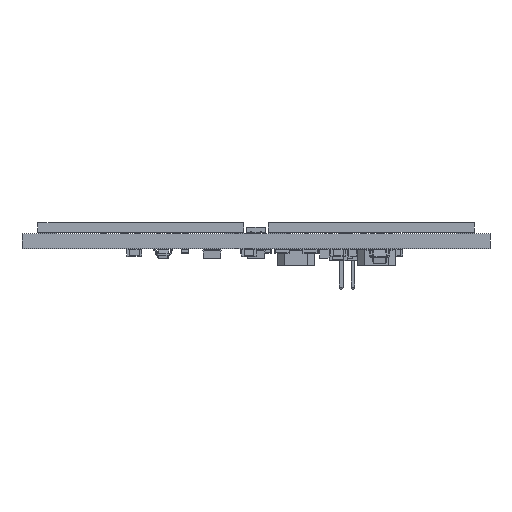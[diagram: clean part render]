
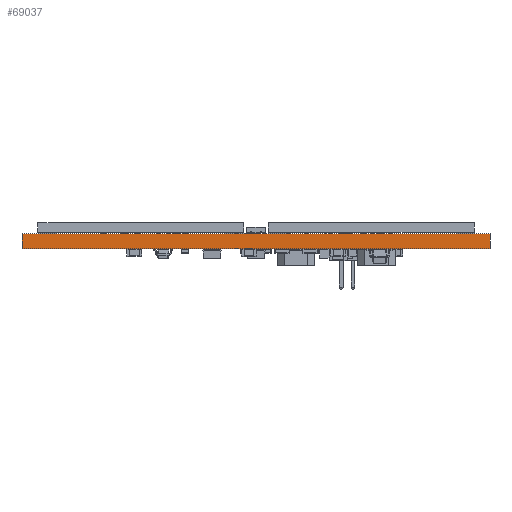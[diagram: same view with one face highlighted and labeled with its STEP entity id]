
A CAD part, front view. The second image highlights one B-rep face of the part: STEP entity #69037.
In plain terms, the highlighted planar face has unit normal (0, -1, 0).
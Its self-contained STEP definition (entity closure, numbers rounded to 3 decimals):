
#69037 = ADVANCED_FACE('',(#69038),#69052,.T.);
#69038 = FACE_BOUND('',#69039,.T.);
#69039 = EDGE_LOOP('',(#69040,#69075,#69103,#69131));
#69040 = ORIENTED_EDGE('',*,*,#69041,.T.);
#69041 = EDGE_CURVE('',#69042,#69044,#69046,.T.);
#69042 = VERTEX_POINT('',#69043);
#69043 = CARTESIAN_POINT('',(129.6,-85.2,0.));
#69044 = VERTEX_POINT('',#69045);
#69045 = CARTESIAN_POINT('',(129.6,-85.2,1.6));
#69046 = SURFACE_CURVE('',#69047,(#69051,#69063),.PCURVE_S1.);
#69047 = LINE('',#69048,#69049);
#69048 = CARTESIAN_POINT('',(129.6,-85.2,0.));
#69049 = VECTOR('',#69050,1.);
#69050 = DIRECTION('',(0.,0.,1.));
#69051 = PCURVE('',#69052,#69057);
#69052 = PLANE('',#69053);
#69053 = AXIS2_PLACEMENT_3D('',#69054,#69055,#69056);
#69054 = CARTESIAN_POINT('',(129.6,-85.2,0.));
#69055 = DIRECTION('',(0.,-1.,0.));
#69056 = DIRECTION('',(-1.,0.,0.));
#69057 = DEFINITIONAL_REPRESENTATION('',(#69058),#69062);
#69058 = LINE('',#69059,#69060);
#69059 = CARTESIAN_POINT('',(0.,-0.));
#69060 = VECTOR('',#69061,1.);
#69061 = DIRECTION('',(0.,-1.));
#69062 = ( GEOMETRIC_REPRESENTATION_CONTEXT(2) 
PARAMETRIC_REPRESENTATION_CONTEXT() REPRESENTATION_CONTEXT('2D SPACE',''
  ) );
#69063 = PCURVE('',#69064,#69069);
#69064 = PLANE('',#69065);
#69065 = AXIS2_PLACEMENT_3D('',#69066,#69067,#69068);
#69066 = CARTESIAN_POINT('',(129.6,-35.2,0.));
#69067 = DIRECTION('',(1.,0.,-0.));
#69068 = DIRECTION('',(0.,-1.,0.));
#69069 = DEFINITIONAL_REPRESENTATION('',(#69070),#69074);
#69070 = LINE('',#69071,#69072);
#69071 = CARTESIAN_POINT('',(50.,0.));
#69072 = VECTOR('',#69073,1.);
#69073 = DIRECTION('',(0.,-1.));
#69074 = ( GEOMETRIC_REPRESENTATION_CONTEXT(2) 
PARAMETRIC_REPRESENTATION_CONTEXT() REPRESENTATION_CONTEXT('2D SPACE',''
  ) );
#69075 = ORIENTED_EDGE('',*,*,#69076,.T.);
#69076 = EDGE_CURVE('',#69044,#69077,#69079,.T.);
#69077 = VERTEX_POINT('',#69078);
#69078 = CARTESIAN_POINT('',(79.6,-85.2,1.6));
#69079 = SURFACE_CURVE('',#69080,(#69084,#69091),.PCURVE_S1.);
#69080 = LINE('',#69081,#69082);
#69081 = CARTESIAN_POINT('',(129.6,-85.2,1.6));
#69082 = VECTOR('',#69083,1.);
#69083 = DIRECTION('',(-1.,0.,0.));
#69084 = PCURVE('',#69052,#69085);
#69085 = DEFINITIONAL_REPRESENTATION('',(#69086),#69090);
#69086 = LINE('',#69087,#69088);
#69087 = CARTESIAN_POINT('',(0.,-1.6));
#69088 = VECTOR('',#69089,1.);
#69089 = DIRECTION('',(1.,0.));
#69090 = ( GEOMETRIC_REPRESENTATION_CONTEXT(2) 
PARAMETRIC_REPRESENTATION_CONTEXT() REPRESENTATION_CONTEXT('2D SPACE',''
  ) );
#69091 = PCURVE('',#69092,#69097);
#69092 = PLANE('',#69093);
#69093 = AXIS2_PLACEMENT_3D('',#69094,#69095,#69096);
#69094 = CARTESIAN_POINT('',(104.6,-60.2,1.6));
#69095 = DIRECTION('',(-0.,-0.,-1.));
#69096 = DIRECTION('',(-1.,0.,0.));
#69097 = DEFINITIONAL_REPRESENTATION('',(#69098),#69102);
#69098 = LINE('',#69099,#69100);
#69099 = CARTESIAN_POINT('',(-25.,-25.));
#69100 = VECTOR('',#69101,1.);
#69101 = DIRECTION('',(1.,0.));
#69102 = ( GEOMETRIC_REPRESENTATION_CONTEXT(2) 
PARAMETRIC_REPRESENTATION_CONTEXT() REPRESENTATION_CONTEXT('2D SPACE',''
  ) );
#69103 = ORIENTED_EDGE('',*,*,#69104,.F.);
#69104 = EDGE_CURVE('',#69105,#69077,#69107,.T.);
#69105 = VERTEX_POINT('',#69106);
#69106 = CARTESIAN_POINT('',(79.6,-85.2,0.));
#69107 = SURFACE_CURVE('',#69108,(#69112,#69119),.PCURVE_S1.);
#69108 = LINE('',#69109,#69110);
#69109 = CARTESIAN_POINT('',(79.6,-85.2,0.));
#69110 = VECTOR('',#69111,1.);
#69111 = DIRECTION('',(0.,0.,1.));
#69112 = PCURVE('',#69052,#69113);
#69113 = DEFINITIONAL_REPRESENTATION('',(#69114),#69118);
#69114 = LINE('',#69115,#69116);
#69115 = CARTESIAN_POINT('',(50.,0.));
#69116 = VECTOR('',#69117,1.);
#69117 = DIRECTION('',(0.,-1.));
#69118 = ( GEOMETRIC_REPRESENTATION_CONTEXT(2) 
PARAMETRIC_REPRESENTATION_CONTEXT() REPRESENTATION_CONTEXT('2D SPACE',''
  ) );
#69119 = PCURVE('',#69120,#69125);
#69120 = PLANE('',#69121);
#69121 = AXIS2_PLACEMENT_3D('',#69122,#69123,#69124);
#69122 = CARTESIAN_POINT('',(79.6,-85.2,0.));
#69123 = DIRECTION('',(-1.,0.,0.));
#69124 = DIRECTION('',(0.,1.,0.));
#69125 = DEFINITIONAL_REPRESENTATION('',(#69126),#69130);
#69126 = LINE('',#69127,#69128);
#69127 = CARTESIAN_POINT('',(0.,0.));
#69128 = VECTOR('',#69129,1.);
#69129 = DIRECTION('',(0.,-1.));
#69130 = ( GEOMETRIC_REPRESENTATION_CONTEXT(2) 
PARAMETRIC_REPRESENTATION_CONTEXT() REPRESENTATION_CONTEXT('2D SPACE',''
  ) );
#69131 = ORIENTED_EDGE('',*,*,#69132,.F.);
#69132 = EDGE_CURVE('',#69042,#69105,#69133,.T.);
#69133 = SURFACE_CURVE('',#69134,(#69138,#69145),.PCURVE_S1.);
#69134 = LINE('',#69135,#69136);
#69135 = CARTESIAN_POINT('',(129.6,-85.2,0.));
#69136 = VECTOR('',#69137,1.);
#69137 = DIRECTION('',(-1.,0.,0.));
#69138 = PCURVE('',#69052,#69139);
#69139 = DEFINITIONAL_REPRESENTATION('',(#69140),#69144);
#69140 = LINE('',#69141,#69142);
#69141 = CARTESIAN_POINT('',(0.,-0.));
#69142 = VECTOR('',#69143,1.);
#69143 = DIRECTION('',(1.,0.));
#69144 = ( GEOMETRIC_REPRESENTATION_CONTEXT(2) 
PARAMETRIC_REPRESENTATION_CONTEXT() REPRESENTATION_CONTEXT('2D SPACE',''
  ) );
#69145 = PCURVE('',#69146,#69151);
#69146 = PLANE('',#69147);
#69147 = AXIS2_PLACEMENT_3D('',#69148,#69149,#69150);
#69148 = CARTESIAN_POINT('',(104.6,-60.2,0.));
#69149 = DIRECTION('',(-0.,-0.,-1.));
#69150 = DIRECTION('',(-1.,0.,0.));
#69151 = DEFINITIONAL_REPRESENTATION('',(#69152),#69156);
#69152 = LINE('',#69153,#69154);
#69153 = CARTESIAN_POINT('',(-25.,-25.));
#69154 = VECTOR('',#69155,1.);
#69155 = DIRECTION('',(1.,0.));
#69156 = ( GEOMETRIC_REPRESENTATION_CONTEXT(2) 
PARAMETRIC_REPRESENTATION_CONTEXT() REPRESENTATION_CONTEXT('2D SPACE',''
  ) );
